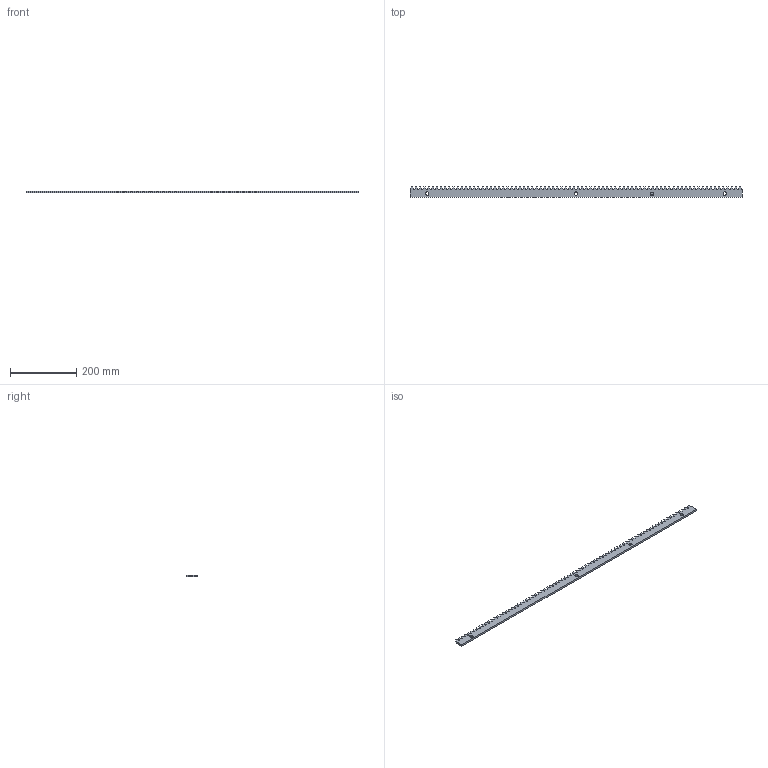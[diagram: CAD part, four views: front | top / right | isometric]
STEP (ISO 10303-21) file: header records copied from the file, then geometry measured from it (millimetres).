
FILE_DESCRIPTION(('STEP AP203'), '1');
FILE_NAME('ÐË492 Ðåéêà çóá÷àòàÿ', '2016-07-19T10:44:44', (''), (''), 'ASCON STEP Converter 1.3', 'ASCON Math Kernel', '');
FILE_SCHEMA(('CONFIG_CONTROL_DESIGN'));
Length unit declared in the file: millimetre
Products named in the file (1): 倓4921
Bounding box: 1004.4 x 31 x 6 mm (x, y, z)
Volume: 159807.1 mm3; surface area: 72091.4 mm2
Topology: 1 solids, 1 shells, 540 faces, 1608 edges, 1072 vertices
Faces by surface type: plane 358, cylinder 182
Entity records: 18148 total; most frequent: CARTESIAN_POINT 3221, ORIENTED_EDGE 3216, DIRECTION 3054, EDGE_CURVE 1608, LINE 1244, VECTOR 1244, VERTEX_POINT 1072, AXIS2_PLACEMENT_3D 905
